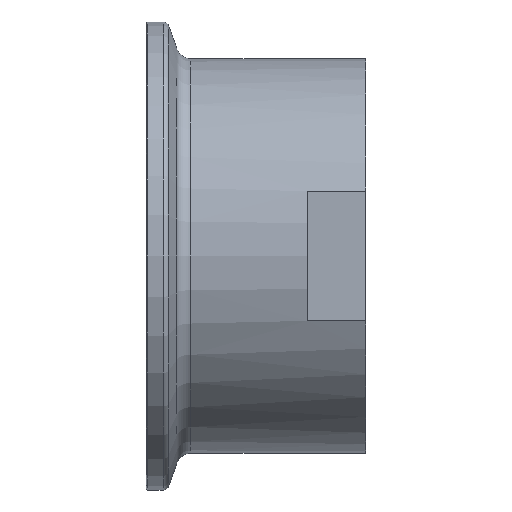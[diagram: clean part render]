
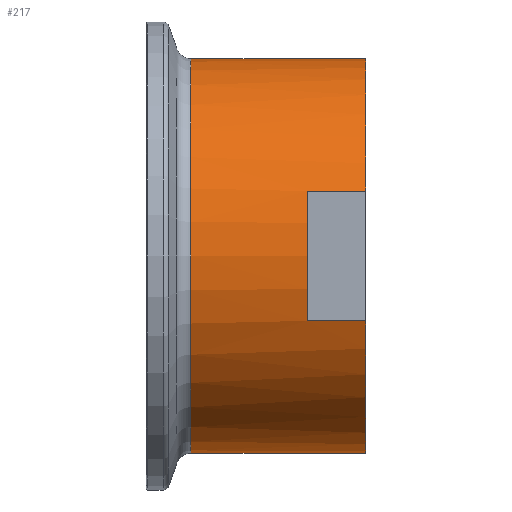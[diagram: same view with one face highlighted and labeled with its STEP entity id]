
A CAD part, front view. The second image highlights one B-rep face of the part: STEP entity #217.
In plain terms, the highlighted cylindrical face has radius 27 mm (diameter 54 mm), a partial arc.
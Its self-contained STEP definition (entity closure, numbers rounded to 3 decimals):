
#10 = LINE ( 'NONE', #364, #604 ) ;
#14 = LINE ( 'NONE', #809, #768 ) ;
#24 = CARTESIAN_POINT ( 'NONE',  ( 6.07, 0., 27. ) ) ;
#46 = EDGE_LOOP ( 'NONE', ( #755, #121, #910, #55, #147, #1123, #1014, #267 ) ) ;
#55 = ORIENTED_EDGE ( 'NONE', *, *, #711, .T. ) ;
#89 = DIRECTION ( 'NONE',  ( 0., 0., 1. ) ) ;
#90 = CYLINDRICAL_SURFACE ( 'NONE', #1104, 27. ) ;
#121 = ORIENTED_EDGE ( 'NONE', *, *, #678, .T. ) ;
#147 = ORIENTED_EDGE ( 'NONE', *, *, #535, .T. ) ;
#160 = CARTESIAN_POINT ( 'NONE',  ( 30., 0., -27. ) ) ;
#181 = DIRECTION ( 'NONE',  ( 0., 0., 1. ) ) ;
#196 = DIRECTION ( 'NONE',  ( -1., 0., 0. ) ) ;
#203 = EDGE_CURVE ( 'NONE', #1144, #662, #605, .T. ) ;
#205 = VECTOR ( 'NONE', #336, 1000. ) ;
#214 = CARTESIAN_POINT ( 'NONE',  ( 6.07, 0., -27. ) ) ;
#217 = ADVANCED_FACE ( 'NONE', ( #644 ), #90, .T. ) ;
#244 = LINE ( 'NONE', #613, #205 ) ;
#252 = CARTESIAN_POINT ( 'NONE',  ( 6.07, 0., 0. ) ) ;
#260 = DIRECTION ( 'NONE',  ( 0., 0., 1. ) ) ;
#262 = CARTESIAN_POINT ( 'NONE',  ( 0., 0., 27. ) ) ;
#267 = ORIENTED_EDGE ( 'NONE', *, *, #203, .F. ) ;
#277 = CARTESIAN_POINT ( 'NONE',  ( 0., 0., 0. ) ) ;
#295 = DIRECTION ( 'NONE',  ( -1., 0., 0. ) ) ;
#313 = EDGE_CURVE ( 'NONE', #757, #1144, #14, .T. ) ;
#336 = DIRECTION ( 'NONE',  ( 1., 0., 0. ) ) ;
#364 = CARTESIAN_POINT ( 'NONE',  ( 0., -25.5, -8.874 ) ) ;
#368 = DIRECTION ( 'NONE',  ( -1., 0., 0. ) ) ;
#374 = CIRCLE ( 'NONE', #415, 27. ) ;
#379 = AXIS2_PLACEMENT_3D ( 'NONE', #252, #610, #260 ) ;
#415 = AXIS2_PLACEMENT_3D ( 'NONE', #900, #196, #705 ) ;
#505 = AXIS2_PLACEMENT_3D ( 'NONE', #1084, #797, #992 ) ;
#530 = CARTESIAN_POINT ( 'NONE',  ( 22., 0., 0. ) ) ;
#535 = EDGE_CURVE ( 'NONE', #565, #926, #244, .T. ) ;
#565 = VERTEX_POINT ( 'NONE', #860 ) ;
#579 = EDGE_CURVE ( 'NONE', #766, #662, #1061, .T. ) ;
#604 = VECTOR ( 'NONE', #1076, 1000. ) ;
#605 = CIRCLE ( 'NONE', #379, 27. ) ;
#610 = DIRECTION ( 'NONE',  ( -1., 0., 0. ) ) ;
#613 = CARTESIAN_POINT ( 'NONE',  ( 0., -25.5, 8.874 ) ) ;
#644 = FACE_OUTER_BOUND ( 'NONE', #46, .T. ) ;
#662 = VERTEX_POINT ( 'NONE', #24 ) ;
#678 = EDGE_CURVE ( 'NONE', #757, #1017, #374, .T. ) ;
#705 = DIRECTION ( 'NONE',  ( 0., 0., 1. ) ) ;
#711 = EDGE_CURVE ( 'NONE', #1106, #565, #1066, .T. ) ;
#755 = ORIENTED_EDGE ( 'NONE', *, *, #313, .F. ) ;
#757 = VERTEX_POINT ( 'NONE', #160 ) ;
#766 = VERTEX_POINT ( 'NONE', #1133 ) ;
#768 = VECTOR ( 'NONE', #368, 1000. ) ;
#797 = DIRECTION ( 'NONE',  ( -1., 0., 0. ) ) ;
#804 = DIRECTION ( 'NONE',  ( -1., 0., 0. ) ) ;
#809 = CARTESIAN_POINT ( 'NONE',  ( 0., 0., -27. ) ) ;
#817 = EDGE_CURVE ( 'NONE', #926, #766, #870, .T. ) ;
#858 = CARTESIAN_POINT ( 'NONE',  ( 30., -25.5, -8.874 ) ) ;
#860 = CARTESIAN_POINT ( 'NONE',  ( 22., -25.5, 8.874 ) ) ;
#870 = CIRCLE ( 'NONE', #505, 27. ) ;
#882 = DIRECTION ( 'NONE',  ( -1., 0., 0. ) ) ;
#884 = CARTESIAN_POINT ( 'NONE',  ( 22., -25.5, -8.874 ) ) ;
#900 = CARTESIAN_POINT ( 'NONE',  ( 30., 0., 0. ) ) ;
#910 = ORIENTED_EDGE ( 'NONE', *, *, #1116, .T. ) ;
#926 = VERTEX_POINT ( 'NONE', #1135 ) ;
#989 = AXIS2_PLACEMENT_3D ( 'NONE', #530, #882, #89 ) ;
#992 = DIRECTION ( 'NONE',  ( 0., 0., 1. ) ) ;
#1014 = ORIENTED_EDGE ( 'NONE', *, *, #579, .T. ) ;
#1017 = VERTEX_POINT ( 'NONE', #858 ) ;
#1061 = LINE ( 'NONE', #262, #1119 ) ;
#1066 = CIRCLE ( 'NONE', #989, 27. ) ;
#1076 = DIRECTION ( 'NONE',  ( -1., 0., 0. ) ) ;
#1084 = CARTESIAN_POINT ( 'NONE',  ( 30., 0., 0. ) ) ;
#1104 = AXIS2_PLACEMENT_3D ( 'NONE', #277, #295, #181 ) ;
#1106 = VERTEX_POINT ( 'NONE', #884 ) ;
#1116 = EDGE_CURVE ( 'NONE', #1017, #1106, #10, .T. ) ;
#1119 = VECTOR ( 'NONE', #804, 1000. ) ;
#1123 = ORIENTED_EDGE ( 'NONE', *, *, #817, .T. ) ;
#1133 = CARTESIAN_POINT ( 'NONE',  ( 30., 0., 27. ) ) ;
#1135 = CARTESIAN_POINT ( 'NONE',  ( 30., -25.5, 8.874 ) ) ;
#1144 = VERTEX_POINT ( 'NONE', #214 ) ;
